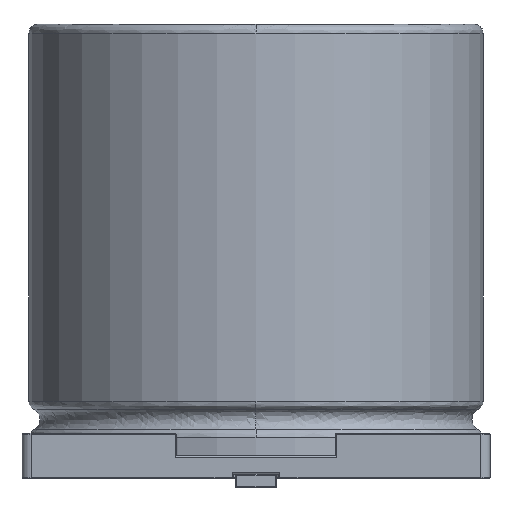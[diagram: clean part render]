
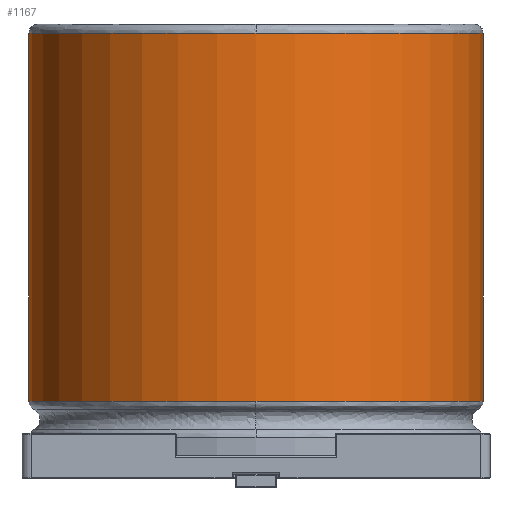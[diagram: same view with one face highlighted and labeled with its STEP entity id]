
A CAD part, left-side view. The second image highlights one B-rep face of the part: STEP entity #1167.
In plain terms, the highlighted cylindrical face has radius 5 mm (diameter 10 mm), a partial arc.
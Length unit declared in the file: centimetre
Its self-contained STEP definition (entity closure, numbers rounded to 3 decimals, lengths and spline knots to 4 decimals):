
#213 = VERTEX_POINT ( 'NONE', #3403 ) ;
#258 = VERTEX_POINT ( 'NONE', #3557 ) ;
#266 = VERTEX_POINT ( 'NONE', #3544 ) ;
#274 = VERTEX_POINT ( 'NONE', #3583 ) ;
#278 = EDGE_CURVE ( 'NONE', #274, #213, #3575, .T. ) ;
#294 = EDGE_CURVE ( 'NONE', #307, #213, #3625, .T. ) ;
#299 = VERTEX_POINT ( 'NONE', #3647 ) ;
#307 = VERTEX_POINT ( 'NONE', #3642 ) ;
#330 = EDGE_CURVE ( 'NONE', #266, #258, #3766, .T. ) ;
#361 = EDGE_CURVE ( 'NONE', #258, #299, #3907, .T. ) ;
#1119 = ORIENTED_EDGE ( 'NONE', *, *, #294, .F. ) ;
#1124 = EDGE_CURVE ( 'NONE', #307, #266, #6426, .T. ) ;
#1167 = ADVANCED_FACE ( 'NONE', ( #6539 ), #6517, .T. ) ;
#1168 = ORIENTED_EDGE ( 'NONE', *, *, #1184, .T. ) ;
#1169 = ORIENTED_EDGE ( 'NONE', *, *, #330, .T. ) ;
#1170 = ORIENTED_EDGE ( 'NONE', *, *, #1124, .T. ) ;
#1173 = ORIENTED_EDGE ( 'NONE', *, *, #361, .T. ) ;
#1177 = ORIENTED_EDGE ( 'NONE', *, *, #278, .T. ) ;
#1184 = EDGE_CURVE ( 'NONE', #299, #274, #6612, .T. ) ;
#1190 = EDGE_LOOP ( 'NONE', ( #1119, #1170, #1169, #1173, #1168, #1177 ) ) ;
#3403 = CARTESIAN_POINT ( 'NONE',  ( 0., 0.5, 1. ) ) ;
#3544 = CARTESIAN_POINT ( 'NONE',  ( -0.5, 0., 0.1903 ) ) ;
#3557 = CARTESIAN_POINT ( 'NONE',  ( 0., -0.5, 0.1903 ) ) ;
#3570 = DIRECTION ( 'NONE',  ( 0., -1., 0. ) ) ;
#3572 = DIRECTION ( 'NONE',  ( 0., 0., -1. ) ) ;
#3573 = CARTESIAN_POINT ( 'NONE',  ( 0., 0., 1. ) ) ;
#3574 = AXIS2_PLACEMENT_3D ( 'NONE', #3573, #3572, #3570 ) ;
#3575 = CIRCLE ( 'NONE', #3574, 0.5 ) ;
#3583 = CARTESIAN_POINT ( 'NONE',  ( -0.5, 0., 1. ) ) ;
#3625 = LINE ( 'NONE', #3653, #3652 ) ;
#3642 = CARTESIAN_POINT ( 'NONE',  ( 0., 0.5, 0.1903 ) ) ;
#3647 = CARTESIAN_POINT ( 'NONE',  ( 0., -0.5, 1. ) ) ;
#3651 = DIRECTION ( 'NONE',  ( 0., 0., 1. ) ) ;
#3652 = VECTOR ( 'NONE', #3651, 100. ) ;
#3653 = CARTESIAN_POINT ( 'NONE',  ( 0., 0.5, 0.07 ) ) ;
#3766 = CIRCLE ( 'NONE', #3819, 0.5 ) ;
#3800 = CARTESIAN_POINT ( 'NONE',  ( 0., 0., 0.1903 ) ) ;
#3816 = DIRECTION ( 'NONE',  ( 0., -1., 0. ) ) ;
#3817 = DIRECTION ( 'NONE',  ( 0., 0., 1. ) ) ;
#3819 = AXIS2_PLACEMENT_3D ( 'NONE', #3800, #3817, #3816 ) ;
#3897 = DIRECTION ( 'NONE',  ( 0., 0., 1. ) ) ;
#3898 = VECTOR ( 'NONE', #3897, 100. ) ;
#3899 = CARTESIAN_POINT ( 'NONE',  ( 0., -0.5, 0.07 ) ) ;
#3907 = LINE ( 'NONE', #3899, #3898 ) ;
#6416 = CARTESIAN_POINT ( 'NONE',  ( 0., 0., 0.1903 ) ) ;
#6421 = DIRECTION ( 'NONE',  ( 0., -1., 0. ) ) ;
#6422 = DIRECTION ( 'NONE',  ( 0., 0., 1. ) ) ;
#6423 = AXIS2_PLACEMENT_3D ( 'NONE', #6416, #6422, #6421 ) ;
#6426 = CIRCLE ( 'NONE', #6423, 0.5 ) ;
#6517 = CYLINDRICAL_SURFACE ( 'NONE', #6530, 0.5 ) ;
#6530 = AXIS2_PLACEMENT_3D ( 'NONE', #6546, #6560, #6559 ) ;
#6539 = FACE_OUTER_BOUND ( 'NONE', #1190, .T. ) ;
#6546 = CARTESIAN_POINT ( 'NONE',  ( 0., 0., 0.07 ) ) ;
#6559 = DIRECTION ( 'NONE',  ( 0., -1., 0. ) ) ;
#6560 = DIRECTION ( 'NONE',  ( 0., 0., 1. ) ) ;
#6608 = AXIS2_PLACEMENT_3D ( 'NONE', #6627, #6626, #6625 ) ;
#6612 = CIRCLE ( 'NONE', #6608, 0.5 ) ;
#6625 = DIRECTION ( 'NONE',  ( 0., -1., 0. ) ) ;
#6626 = DIRECTION ( 'NONE',  ( 0., 0., -1. ) ) ;
#6627 = CARTESIAN_POINT ( 'NONE',  ( 0., 0., 1. ) ) ;
